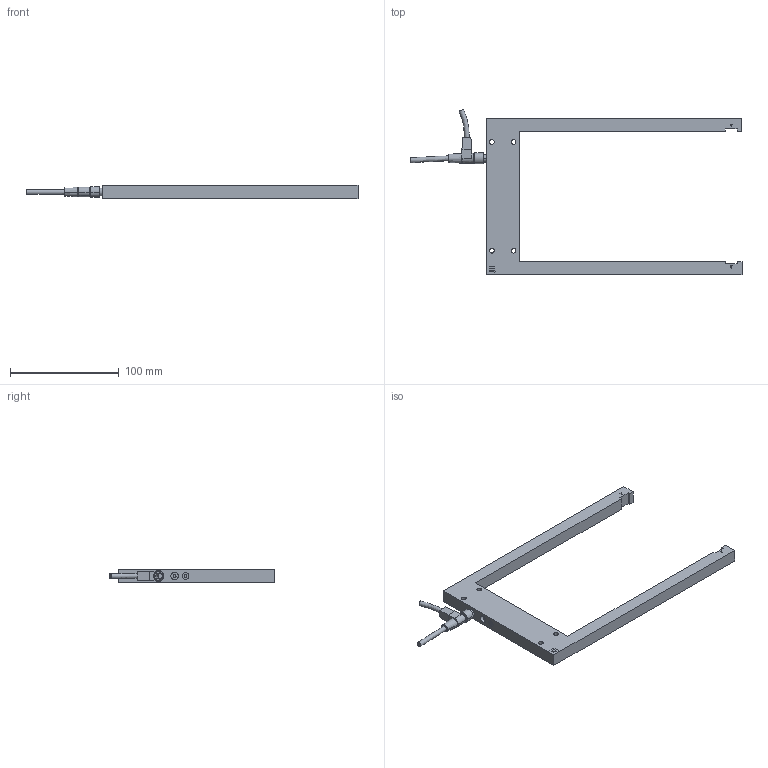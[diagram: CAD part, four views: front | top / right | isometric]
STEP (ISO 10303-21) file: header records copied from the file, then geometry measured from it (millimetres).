
FILE_DESCRIPTION((''),'2;1');
FILE_NAME('OGU 120_121_205.stp','2004-08-10T16:52:14',('Stefan Eisemann'),('di-soric'),'Autodesk Inventor 8','Autodesk Inventor 8','');
FILE_SCHEMA(('AUTOMOTIVE_DESIGN { 1 0 10303 214 1 1 1 1 }'));
Length unit declared in the file: millimetre
Products named in the file (5): OGU 120_121_205; Steckeranschluß; Stecker_gerade; Stecker_abgewinkelt
Assembly tree (4 placements, depth 2):
  OGU 120_121_205
    OGU 120_121_205
    Steckeranschluß
    Stecker_gerade
    Stecker_abgewinkelt
Bounding box: 305.21 x 152.09 x 12 mm (x, y, z)
Volume: 115296.4 mm3; surface area: 36766.2 mm2
Topology: 4 solids, 4 shells, 183 faces, 427 edges, 283 vertices
Faces by surface type: plane 141, cylinder 36, cone 4, bspline 2
Entity records: 5467 total; most frequent: CARTESIAN_POINT 1052, DIRECTION 886, ORIENTED_EDGE 854, EDGE_CURVE 427, VECTOR 340, LINE 340, VERTEX_POINT 283, AXIS2_PLACEMENT_3D 273
